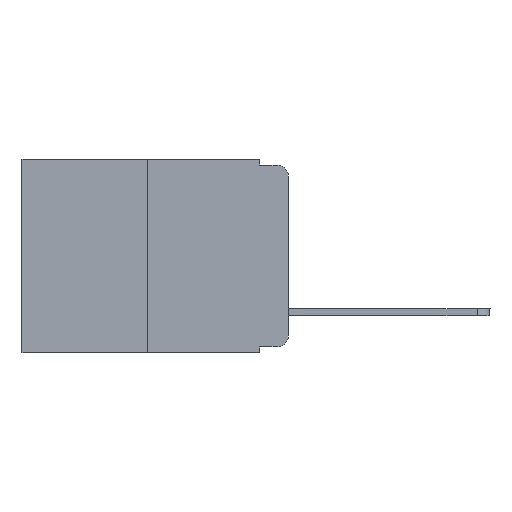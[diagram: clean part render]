
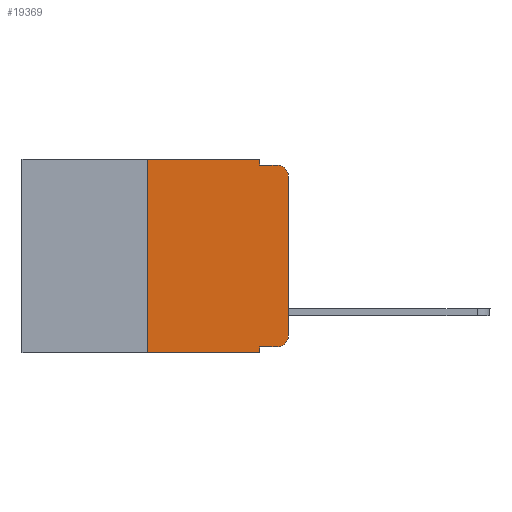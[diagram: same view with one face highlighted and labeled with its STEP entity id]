
A CAD part, left-side view. The second image highlights one B-rep face of the part: STEP entity #19369.
In plain terms, the highlighted planar face has unit normal (-1, 0, 0).
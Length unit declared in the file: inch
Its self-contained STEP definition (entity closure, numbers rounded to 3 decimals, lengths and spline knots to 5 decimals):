
#342 = DIRECTION ( 'NONE',  ( 0., -1., 0. ) ) ;
#430 = AXIS2_PLACEMENT_3D ( 'NONE', #8807, #10435, #18603 ) ;
#1184 = LINE ( 'NONE', #15419, #19470 ) ;
#1775 = VERTEX_POINT ( 'NONE', #17714 ) ;
#2418 = VECTOR ( 'NONE', #2886, 39.37008 ) ;
#2590 = DIRECTION ( 'NONE',  ( 0., -1., 0. ) ) ;
#2707 = ORIENTED_EDGE ( 'NONE', *, *, #20339, .T. ) ;
#2867 = ORIENTED_EDGE ( 'NONE', *, *, #14876, .T. ) ;
#2886 = DIRECTION ( 'NONE',  ( 0., 0., 1. ) ) ;
#2953 = AXIS2_PLACEMENT_3D ( 'NONE', #9474, #6208, #6418 ) ;
#3052 = DIRECTION ( 'NONE',  ( 0., 0., -1. ) ) ;
#3237 = CARTESIAN_POINT ( 'NONE',  ( 0., 0.25, -0.343 ) ) ;
#3459 = ORIENTED_EDGE ( 'NONE', *, *, #18793, .F. ) ;
#3522 = EDGE_CURVE ( 'NONE', #1775, #17237, #1184, .T. ) ;
#3564 = EDGE_CURVE ( 'NONE', #12043, #6676, #9046, .T. ) ;
#3641 = VERTEX_POINT ( 'NONE', #17551 ) ;
#3800 = DIRECTION ( 'NONE',  ( 0., -1., 0. ) ) ;
#3990 = EDGE_CURVE ( 'NONE', #4342, #3641, #20984, .T. ) ;
#4342 = VERTEX_POINT ( 'NONE', #6519 ) ;
#4639 = LINE ( 'NONE', #17803, #14540 ) ;
#4800 = PLANE ( 'NONE',  #2953 ) ;
#6073 = DIRECTION ( 'NONE',  ( -1., 0., 0. ) ) ;
#6208 = DIRECTION ( 'NONE',  ( 1., 0., 0. ) ) ;
#6418 = DIRECTION ( 'NONE',  ( 0., 0., -1. ) ) ;
#6449 = CARTESIAN_POINT ( 'NONE',  ( 0., 0.051, -0.01 ) ) ;
#6519 = CARTESIAN_POINT ( 'NONE',  ( 0., 0.051, -0.333 ) ) ;
#6676 = VERTEX_POINT ( 'NONE', #20590 ) ;
#6734 = CARTESIAN_POINT ( 'NONE',  ( 0., 0.051, -0.333 ) ) ;
#6748 = DIRECTION ( 'NONE',  ( 0., 0., 1. ) ) ;
#6963 = LINE ( 'NONE', #10835, #2418 ) ;
#7084 = VERTEX_POINT ( 'NONE', #18326 ) ;
#7389 = EDGE_CURVE ( 'NONE', #7492, #6676, #4639, .T. ) ;
#7466 = VECTOR ( 'NONE', #8685, 39.37008 ) ;
#7492 = VERTEX_POINT ( 'NONE', #6449 ) ;
#7612 = DIRECTION ( 'NONE',  ( 0., 0., -1. ) ) ;
#7777 = LINE ( 'NONE', #6734, #13117 ) ;
#7824 = LINE ( 'NONE', #10260, #19282 ) ;
#8685 = DIRECTION ( 'NONE',  ( 0., 0., -1. ) ) ;
#8807 = CARTESIAN_POINT ( 'NONE',  ( 0., 0.02, -0.313 ) ) ;
#9046 = CIRCLE ( 'NONE', #16572, 0.02 ) ;
#9474 = CARTESIAN_POINT ( 'NONE',  ( 0., 0.473, 0. ) ) ;
#9724 = DIRECTION ( 'NONE',  ( 0., -1., 0. ) ) ;
#9891 = ORIENTED_EDGE ( 'NONE', *, *, #3564, .T. ) ;
#9951 = ORIENTED_EDGE ( 'NONE', *, *, #14357, .F. ) ;
#10260 = CARTESIAN_POINT ( 'NONE',  ( 0., 0.473, -0.343 ) ) ;
#10419 = CARTESIAN_POINT ( 'NONE',  ( 0., 0.051, 0. ) ) ;
#10435 = DIRECTION ( 'NONE',  ( -1., 0., 0. ) ) ;
#10600 = ORIENTED_EDGE ( 'NONE', *, *, #7389, .F. ) ;
#10651 = ORIENTED_EDGE ( 'NONE', *, *, #3522, .F. ) ;
#10731 = LINE ( 'NONE', #15945, #15533 ) ;
#10820 = CARTESIAN_POINT ( 'NONE',  ( 0., 0.02, -0.03 ) ) ;
#10835 = CARTESIAN_POINT ( 'NONE',  ( 0., 0., 0. ) ) ;
#11288 = ORIENTED_EDGE ( 'NONE', *, *, #12982, .T. ) ;
#11651 = CARTESIAN_POINT ( 'NONE',  ( 0., 0., -0.313 ) ) ;
#12043 = VERTEX_POINT ( 'NONE', #16280 ) ;
#12379 = ORIENTED_EDGE ( 'NONE', *, *, #3990, .F. ) ;
#12982 = EDGE_CURVE ( 'NONE', #7084, #20892, #16994, .T. ) ;
#13117 = VECTOR ( 'NONE', #342, 39.37008 ) ;
#14141 = VECTOR ( 'NONE', #6748, 39.37008 ) ;
#14166 = VERTEX_POINT ( 'NONE', #3237 ) ;
#14357 = EDGE_CURVE ( 'NONE', #14166, #1775, #20788, .T. ) ;
#14540 = VECTOR ( 'NONE', #9724, 39.37008 ) ;
#14876 = EDGE_CURVE ( 'NONE', #4342, #7084, #7777, .T. ) ;
#15419 = CARTESIAN_POINT ( 'NONE',  ( 0., 0.473, 0. ) ) ;
#15533 = VECTOR ( 'NONE', #3052, 39.37008 ) ;
#15536 = ORIENTED_EDGE ( 'NONE', *, *, #15790, .T. ) ;
#15790 = EDGE_CURVE ( 'NONE', #20892, #12043, #6963, .T. ) ;
#15945 = CARTESIAN_POINT ( 'NONE',  ( 0., 0.051, 0. ) ) ;
#16280 = CARTESIAN_POINT ( 'NONE',  ( 0., 0., -0.03 ) ) ;
#16474 = CARTESIAN_POINT ( 'NONE',  ( 0., 0.25, 0. ) ) ;
#16572 = AXIS2_PLACEMENT_3D ( 'NONE', #10820, #6073, #7612 ) ;
#16994 = CIRCLE ( 'NONE', #430, 0.02 ) ;
#17237 = VERTEX_POINT ( 'NONE', #10419 ) ;
#17551 = CARTESIAN_POINT ( 'NONE',  ( 0., 0.051, -0.343 ) ) ;
#17714 = CARTESIAN_POINT ( 'NONE',  ( 0., 0.25, 0. ) ) ;
#17803 = CARTESIAN_POINT ( 'NONE',  ( 0., 0.051, -0.01 ) ) ;
#18326 = CARTESIAN_POINT ( 'NONE',  ( 0., 0.02, -0.333 ) ) ;
#18327 = CARTESIAN_POINT ( 'NONE',  ( 0., 0.051, 0. ) ) ;
#18603 = DIRECTION ( 'NONE',  ( 0., 0., -1. ) ) ;
#18793 = EDGE_CURVE ( 'NONE', #17237, #7492, #10731, .T. ) ;
#19282 = VECTOR ( 'NONE', #3800, 39.37008 ) ;
#19369 = ADVANCED_FACE ( 'NONE', ( #20630 ), #4800, .F. ) ;
#19470 = VECTOR ( 'NONE', #2590, 39.37008 ) ;
#20339 = EDGE_CURVE ( 'NONE', #14166, #3641, #7824, .T. ) ;
#20590 = CARTESIAN_POINT ( 'NONE',  ( 0., 0.02, -0.01 ) ) ;
#20630 = FACE_OUTER_BOUND ( 'NONE', #21008, .T. ) ;
#20788 = LINE ( 'NONE', #16474, #14141 ) ;
#20892 = VERTEX_POINT ( 'NONE', #11651 ) ;
#20984 = LINE ( 'NONE', #18327, #7466 ) ;
#21008 = EDGE_LOOP ( 'NONE', ( #15536, #9891, #10600, #3459, #10651, #9951, #2707, #12379, #2867, #11288 ) ) ;
